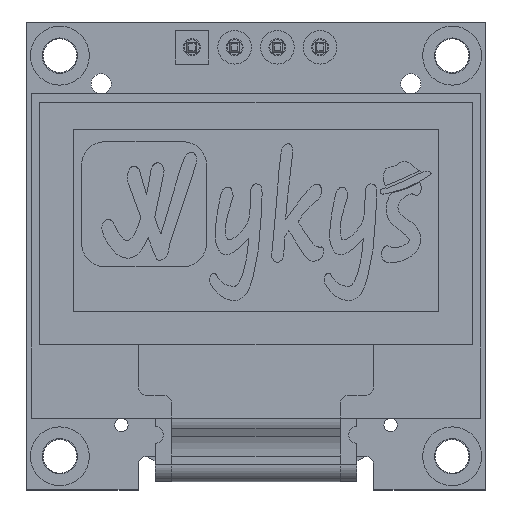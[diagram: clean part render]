
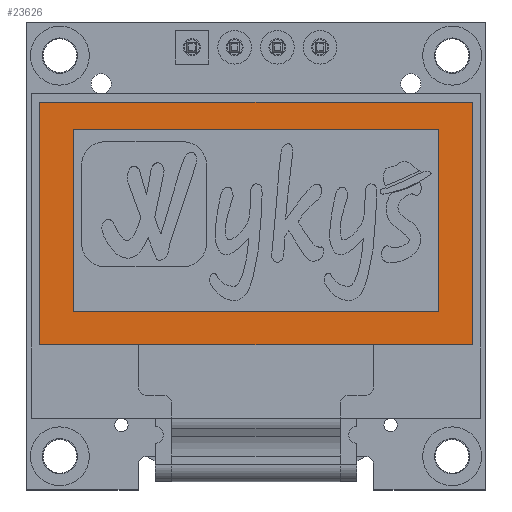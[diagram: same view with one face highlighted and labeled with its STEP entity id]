
A CAD part, top view. The second image highlights one B-rep face of the part: STEP entity #23626.
In plain terms, the highlighted planar face has unit normal (0, 0, 1).
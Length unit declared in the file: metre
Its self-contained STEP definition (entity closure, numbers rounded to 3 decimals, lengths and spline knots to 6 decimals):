
#7800=ORIENTED_EDGE('',*,*,#12021,.F.);
#7801=ORIENTED_EDGE('',*,*,#12022,.T.);
#7802=ORIENTED_EDGE('',*,*,#12023,.T.);
#7803=ORIENTED_EDGE('',*,*,#12024,.F.);
#7804=ORIENTED_EDGE('',*,*,#12025,.F.);
#7805=ORIENTED_EDGE('',*,*,#12026,.T.);
#7806=ORIENTED_EDGE('',*,*,#12027,.T.);
#7807=ORIENTED_EDGE('',*,*,#12028,.F.);
#12021=EDGE_CURVE('',#14447,#14448,#16542,.T.);
#12022=EDGE_CURVE('',#14447,#14449,#16543,.T.);
#12023=EDGE_CURVE('',#14449,#14450,#16544,.T.);
#12024=EDGE_CURVE('',#14448,#14450,#16545,.T.);
#12025=EDGE_CURVE('',#14451,#14452,#16546,.T.);
#12026=EDGE_CURVE('',#14451,#14453,#16547,.T.);
#12027=EDGE_CURVE('',#14453,#14454,#16548,.T.);
#12028=EDGE_CURVE('',#14452,#14454,#16549,.T.);
#14447=VERTEX_POINT('',#39411);
#14448=VERTEX_POINT('',#39412);
#14449=VERTEX_POINT('',#39414);
#14450=VERTEX_POINT('',#39416);
#14451=VERTEX_POINT('',#39419);
#14452=VERTEX_POINT('',#39420);
#14453=VERTEX_POINT('',#39422);
#14454=VERTEX_POINT('',#39424);
#16542=LINE('',#39410,#18441);
#16543=LINE('',#39413,#18442);
#16544=LINE('',#39415,#18443);
#16545=LINE('',#39417,#18444);
#16546=LINE('',#39418,#18445);
#16547=LINE('',#39421,#18446);
#16548=LINE('',#39423,#18447);
#16549=LINE('',#39425,#18448);
#18441=VECTOR('',#30953,1.);
#18442=VECTOR('',#30954,1.);
#18443=VECTOR('',#30955,1.);
#18444=VECTOR('',#30956,1.);
#18445=VECTOR('',#30957,1.);
#18446=VECTOR('',#30958,1.);
#18447=VECTOR('',#30959,1.);
#18448=VECTOR('',#30960,1.);
#19984=EDGE_LOOP('',(#7800,#7801,#7802,#7803));
#19985=EDGE_LOOP('',(#7804,#7805,#7806,#7807));
#21603=FACE_BOUND('',#19984,.T.);
#21604=FACE_BOUND('',#19985,.T.);
#22445=PLANE('',#25768);
#23626=ADVANCED_FACE('',(#21603,#21604),#22445,.T.);
#25768=AXIS2_PLACEMENT_3D('',#39409,#30951,#30952);
#30951=DIRECTION('',(0.,0.,1.));
#30952=DIRECTION('',(1.,0.,0.));
#30953=DIRECTION('',(0.,1.,0.));
#30954=DIRECTION('',(-1.,0.,0.));
#30955=DIRECTION('',(0.,1.,0.));
#30956=DIRECTION('',(-1.,0.,0.));
#30957=DIRECTION('',(1.,0.,0.));
#30958=DIRECTION('',(0.,-1.,0.));
#30959=DIRECTION('',(1.,0.,0.));
#30960=DIRECTION('',(0.,-1.,0.));
#39409=CARTESIAN_POINT('',(0.00381,-0.0124,0.0021));
#39410=CARTESIAN_POINT('',(0.014679,-0.010299,0.0021));
#39411=CARTESIAN_POINT('',(0.014679,-0.015728,0.0021));
#39412=CARTESIAN_POINT('',(0.014679,-0.00487,0.0021));
#39413=CARTESIAN_POINT('',(0.00381,-0.015728,0.0021));
#39414=CARTESIAN_POINT('',(-0.007059,-0.015728,0.0021));
#39415=CARTESIAN_POINT('',(-0.007059,-0.010299,0.0021));
#39416=CARTESIAN_POINT('',(-0.007059,-0.00487,0.0021));
#39417=CARTESIAN_POINT('',(0.00381,-0.00487,0.0021));
#39418=CARTESIAN_POINT('',(0.00381,-0.00327,0.0021));
#39419=CARTESIAN_POINT('',(-0.00904,-0.00327,0.0021));
#39420=CARTESIAN_POINT('',(0.01666,-0.00327,0.0021));
#39421=CARTESIAN_POINT('',(-0.00904,-0.01047,0.0021));
#39422=CARTESIAN_POINT('',(-0.00904,-0.01767,0.0021));
#39423=CARTESIAN_POINT('',(0.00381,-0.01767,0.0021));
#39424=CARTESIAN_POINT('',(0.01666,-0.01767,0.0021));
#39425=CARTESIAN_POINT('',(0.01666,-0.01047,0.0021));
